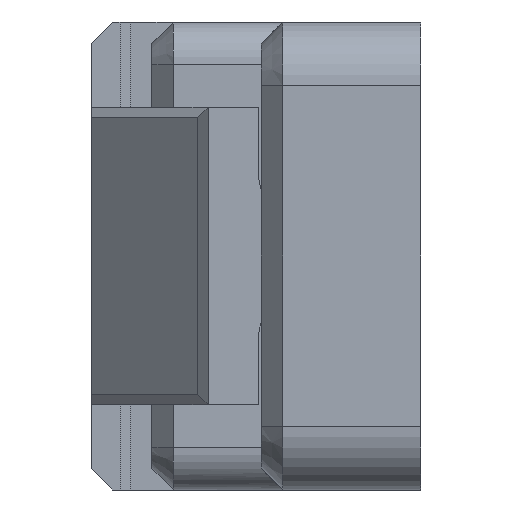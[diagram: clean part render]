
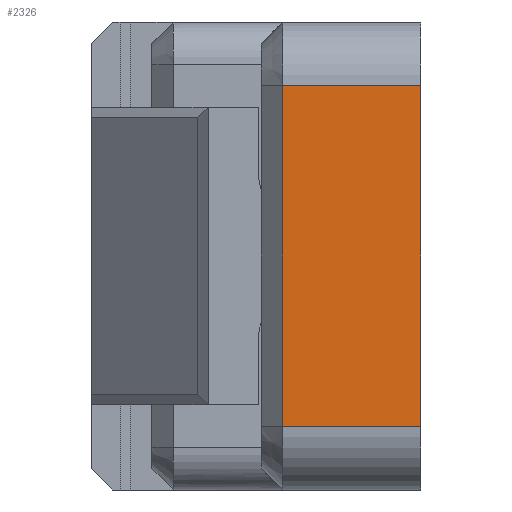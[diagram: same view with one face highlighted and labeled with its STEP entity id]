
A CAD part, front view. The second image highlights one B-rep face of the part: STEP entity #2326.
In plain terms, the highlighted planar face has unit normal (0, -1, 0).
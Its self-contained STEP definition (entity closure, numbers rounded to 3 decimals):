
#264=FACE_OUTER_BOUND('',#410,.T.);
#410=EDGE_LOOP('',(#1832,#1833,#1834,#1835));
#573=LINE('',#3702,#805);
#597=LINE('',#3775,#829);
#612=LINE('',#3816,#844);
#628=LINE('',#3851,#860);
#805=VECTOR('',#2886,10.);
#829=VECTOR('',#2950,10.);
#844=VECTOR('',#2985,10.);
#860=VECTOR('',#3013,10.);
#1031=VERTEX_POINT('',#3699);
#1032=VERTEX_POINT('',#3701);
#1059=VERTEX_POINT('',#3768);
#1061=VERTEX_POINT('',#3773);
#1281=EDGE_CURVE('',#1031,#1032,#573,.T.);
#1317=EDGE_CURVE('',#1061,#1059,#597,.T.);
#1338=EDGE_CURVE('',#1059,#1031,#612,.T.);
#1357=EDGE_CURVE('',#1061,#1032,#628,.T.);
#1832=ORIENTED_EDGE('',*,*,#1317,.F.);
#1833=ORIENTED_EDGE('',*,*,#1357,.T.);
#1834=ORIENTED_EDGE('',*,*,#1281,.F.);
#1835=ORIENTED_EDGE('',*,*,#1338,.F.);
#2229=PLANE('',#2527);
#2326=ADVANCED_FACE('',(#264),#2229,.T.);
#2527=AXIS2_PLACEMENT_3D('',#3852,#3014,#3015);
#2886=DIRECTION('',(0.,0.,-1.));
#2950=DIRECTION('',(0.,0.,1.));
#2985=DIRECTION('',(1.,0.,0.));
#3013=DIRECTION('',(1.,0.,0.));
#3014=DIRECTION('center_axis',(0.,-1.,0.));
#3015=DIRECTION('ref_axis',(0.,0.,-1.));
#3699=CARTESIAN_POINT('',(4.5,-1.5,31.));
#3701=CARTESIAN_POINT('',(4.5,-1.5,15.));
#3702=CARTESIAN_POINT('',(4.5,-1.5,34.));
#3768=CARTESIAN_POINT('',(-2.,-1.5,31.));
#3773=CARTESIAN_POINT('',(-2.,-1.5,15.));
#3775=CARTESIAN_POINT('',(-2.,-1.5,17.5));
#3816=CARTESIAN_POINT('',(3.,-1.5,31.));
#3851=CARTESIAN_POINT('',(3.,-1.5,15.));
#3852=CARTESIAN_POINT('Origin',(0.,-1.5,12.));
